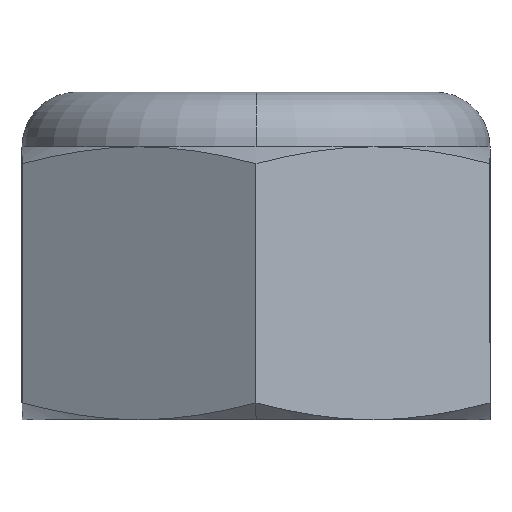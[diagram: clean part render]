
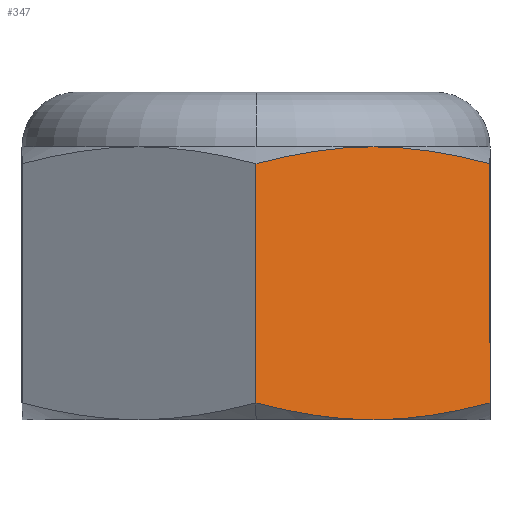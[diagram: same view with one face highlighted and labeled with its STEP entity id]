
A CAD part, front view. The second image highlights one B-rep face of the part: STEP entity #347.
In plain terms, the highlighted planar face has unit normal (0.5, -0.866, 0).
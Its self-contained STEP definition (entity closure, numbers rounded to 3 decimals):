
#43 = VERTEX_POINT ( 'NONE', #2603 ) ;
#63 = EDGE_CURVE ( 'NONE', #2213, #2063, #1191, .T. ) ;
#103 = VERTEX_POINT ( 'NONE', #159 ) ;
#115 = B_SPLINE_CURVE_WITH_KNOTS ( 'NONE', 3,
 ( #1468, #1842, #1054, #609 ),
 .UNSPECIFIED., .F., .F.,
 ( 4, 4 ),
 ( 0., 0.001 ),
 .UNSPECIFIED. ) ;
#128 = LINE ( 'NONE', #1200, #1708 ) ;
#134 = VECTOR ( 'NONE', #2423, 1000. ) ;
#159 = CARTESIAN_POINT ( 'NONE',  ( 0., -2.309, -1.256 ) ) ;
#217 = DIRECTION ( 'NONE',  ( 0., 0., -1. ) ) ;
#291 = CARTESIAN_POINT ( 'NONE',  ( 1.333, -1.54, -1.4 ) ) ;
#347 = ADVANCED_FACE ( 'NONE', ( #2624 ), #2137, .F. ) ;
#609 = CARTESIAN_POINT ( 'NONE',  ( 1., -1.732, -1.4 ) ) ;
#732 = EDGE_LOOP ( 'NONE', ( #1966, #767, #1037, #2037, #2091, #855 ) ) ;
#744 = CARTESIAN_POINT ( 'NONE',  ( 0.329, -2.119, 0.878 ) ) ;
#761 = EDGE_CURVE ( 'NONE', #43, #103, #128, .T. ) ;
#767 = ORIENTED_EDGE ( 'NONE', *, *, #2311, .T. ) ;
#778 = EDGE_CURVE ( 'NONE', #103, #2409, #115, .T. ) ;
#855 = ORIENTED_EDGE ( 'NONE', *, *, #1443, .T. ) ;
#894 = DIRECTION ( 'NONE',  ( -0.5, 0.866, 0. ) ) ;
#941 = CARTESIAN_POINT ( 'NONE',  ( 1., -1.732, -1.4 ) ) ;
#956 = CARTESIAN_POINT ( 'NONE',  ( 1., -1.732, 0.933 ) ) ;
#1033 = EDGE_CURVE ( 'NONE', #1954, #43, #2072, .T. ) ;
#1037 = ORIENTED_EDGE ( 'NONE', *, *, #1033, .T. ) ;
#1054 = CARTESIAN_POINT ( 'NONE',  ( 0.664, -1.926, -1.4 ) ) ;
#1143 = CARTESIAN_POINT ( 'NONE',  ( 1., -1.732, 0.933 ) ) ;
#1188 = AXIS2_PLACEMENT_3D ( 'NONE', #2537, #894, #1322 ) ;
#1191 = LINE ( 'NONE', #2252, #134 ) ;
#1200 = CARTESIAN_POINT ( 'NONE',  ( 0., -2.309, 1.4 ) ) ;
#1322 = DIRECTION ( 'NONE',  ( -0.866, -0.5, 0. ) ) ;
#1347 = CARTESIAN_POINT ( 'NONE',  ( 0.667, -1.924, 0.933 ) ) ;
#1380 = B_SPLINE_CURVE_WITH_KNOTS ( 'NONE', 3,
 ( #1911, #2107, #2507, #1710 ),
 .UNSPECIFIED., .F., .F.,
 ( 4, 4 ),
 ( 0., 0.001 ),
 .UNSPECIFIED. ) ;
#1443 = EDGE_CURVE ( 'NONE', #2409, #2063, #1678, .T. ) ;
#1468 = CARTESIAN_POINT ( 'NONE',  ( 0., -2.309, -1.256 ) ) ;
#1678 = B_SPLINE_CURVE_WITH_KNOTS ( 'NONE', 3,
 ( #2163, #291, #2536, #1730 ),
 .UNSPECIFIED., .F., .F.,
 ( 4, 4 ),
 ( 0.001, 0.002 ),
 .UNSPECIFIED. ) ;
#1708 = VECTOR ( 'NONE', #217, 1000. ) ;
#1710 = CARTESIAN_POINT ( 'NONE',  ( 1., -1.732, 0.933 ) ) ;
#1730 = CARTESIAN_POINT ( 'NONE',  ( 2., -1.155, -1.256 ) ) ;
#1842 = CARTESIAN_POINT ( 'NONE',  ( 0.331, -2.118, -1.345 ) ) ;
#1904 = CARTESIAN_POINT ( 'NONE',  ( 2., -1.155, 0.789 ) ) ;
#1911 = CARTESIAN_POINT ( 'NONE',  ( 2., -1.155, 0.789 ) ) ;
#1954 = VERTEX_POINT ( 'NONE', #1143 ) ;
#1966 = ORIENTED_EDGE ( 'NONE', *, *, #63, .F. ) ;
#2037 = ORIENTED_EDGE ( 'NONE', *, *, #761, .T. ) ;
#2063 = VERTEX_POINT ( 'NONE', #2571 ) ;
#2072 = B_SPLINE_CURVE_WITH_KNOTS ( 'NONE', 3,
 ( #956, #1347, #744, #2361 ),
 .UNSPECIFIED., .F., .F.,
 ( 4, 4 ),
 ( 0.001, 0.002 ),
 .UNSPECIFIED. ) ;
#2091 = ORIENTED_EDGE ( 'NONE', *, *, #778, .T. ) ;
#2107 = CARTESIAN_POINT ( 'NONE',  ( 1.669, -1.346, 0.878 ) ) ;
#2137 = PLANE ( 'NONE',  #1188 ) ;
#2163 = CARTESIAN_POINT ( 'NONE',  ( 1., -1.732, -1.4 ) ) ;
#2213 = VERTEX_POINT ( 'NONE', #1904 ) ;
#2252 = CARTESIAN_POINT ( 'NONE',  ( 2., -1.155, 1.4 ) ) ;
#2311 = EDGE_CURVE ( 'NONE', #2213, #1954, #1380, .T. ) ;
#2361 = CARTESIAN_POINT ( 'NONE',  ( 0., -2.309, 0.789 ) ) ;
#2409 = VERTEX_POINT ( 'NONE', #941 ) ;
#2423 = DIRECTION ( 'NONE',  ( 0., 0., -1. ) ) ;
#2507 = CARTESIAN_POINT ( 'NONE',  ( 1.336, -1.538, 0.933 ) ) ;
#2536 = CARTESIAN_POINT ( 'NONE',  ( 1.671, -1.345, -1.344 ) ) ;
#2537 = CARTESIAN_POINT ( 'NONE',  ( 0., -2.309, 1.4 ) ) ;
#2571 = CARTESIAN_POINT ( 'NONE',  ( 2., -1.155, -1.256 ) ) ;
#2603 = CARTESIAN_POINT ( 'NONE',  ( 0., -2.309, 0.789 ) ) ;
#2624 = FACE_OUTER_BOUND ( 'NONE', #732, .T. ) ;
